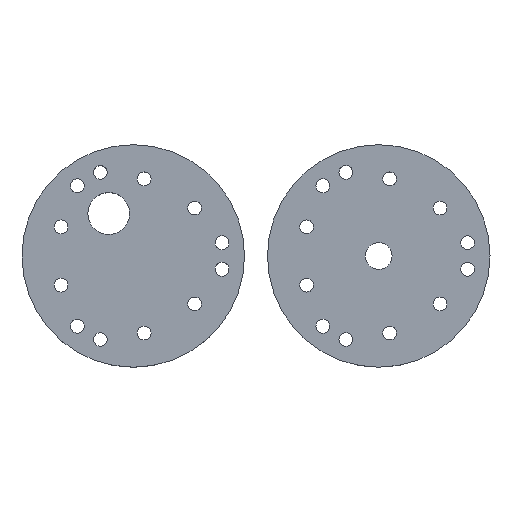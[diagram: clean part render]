
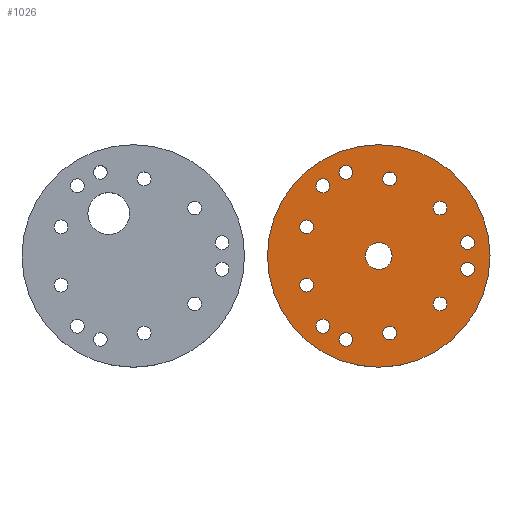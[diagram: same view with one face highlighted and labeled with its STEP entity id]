
A CAD part, top view. The second image highlights one B-rep face of the part: STEP entity #1026.
In plain terms, the highlighted planar face has unit normal (0, 0, 1).
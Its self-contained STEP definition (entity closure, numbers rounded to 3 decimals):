
#83=ORIENTED_EDGE('',*,*,#289,.T.);
#84=ORIENTED_EDGE('',*,*,#290,.T.);
#85=ORIENTED_EDGE('',*,*,#291,.T.);
#86=ORIENTED_EDGE('',*,*,#292,.T.);
#87=ORIENTED_EDGE('',*,*,#293,.F.);
#88=ORIENTED_EDGE('',*,*,#294,.F.);
#89=ORIENTED_EDGE('',*,*,#295,.T.);
#90=ORIENTED_EDGE('',*,*,#296,.T.);
#91=ORIENTED_EDGE('',*,*,#297,.F.);
#92=ORIENTED_EDGE('',*,*,#298,.F.);
#93=ORIENTED_EDGE('',*,*,#299,.F.);
#94=ORIENTED_EDGE('',*,*,#300,.F.);
#95=ORIENTED_EDGE('',*,*,#301,.T.);
#96=ORIENTED_EDGE('',*,*,#302,.T.);
#289=EDGE_CURVE('',#392,#392,#495,.T.);
#290=EDGE_CURVE('',#393,#393,#496,.F.);
#291=EDGE_CURVE('',#394,#394,#497,.T.);
#292=EDGE_CURVE('',#395,#395,#498,.T.);
#293=EDGE_CURVE('',#396,#396,#499,.T.);
#294=EDGE_CURVE('',#397,#397,#500,.T.);
#295=EDGE_CURVE('',#398,#398,#501,.T.);
#296=EDGE_CURVE('',#399,#399,#502,.T.);
#297=EDGE_CURVE('',#400,#400,#503,.T.);
#298=EDGE_CURVE('',#401,#401,#504,.T.);
#299=EDGE_CURVE('',#402,#402,#505,.T.);
#300=EDGE_CURVE('',#403,#403,#506,.T.);
#301=EDGE_CURVE('',#404,#404,#507,.T.);
#302=EDGE_CURVE('',#405,#405,#508,.T.);
#392=VERTEX_POINT('',#1678);
#393=VERTEX_POINT('',#1680);
#394=VERTEX_POINT('',#1682);
#395=VERTEX_POINT('',#1684);
#396=VERTEX_POINT('',#1686);
#397=VERTEX_POINT('',#1688);
#398=VERTEX_POINT('',#1690);
#399=VERTEX_POINT('',#1692);
#400=VERTEX_POINT('',#1694);
#401=VERTEX_POINT('',#1696);
#402=VERTEX_POINT('',#1698);
#403=VERTEX_POINT('',#1700);
#404=VERTEX_POINT('',#1702);
#405=VERTEX_POINT('',#1704);
#495=CIRCLE('',#1128,3.);
#496=CIRCLE('',#1129,25.);
#497=CIRCLE('',#1130,1.55);
#498=CIRCLE('',#1131,1.55);
#499=CIRCLE('',#1132,1.55);
#500=CIRCLE('',#1133,1.55);
#501=CIRCLE('',#1134,1.55);
#502=CIRCLE('',#1135,1.55);
#503=CIRCLE('',#1136,1.55);
#504=CIRCLE('',#1137,1.55);
#505=CIRCLE('',#1138,1.55);
#506=CIRCLE('',#1139,1.55);
#507=CIRCLE('',#1140,1.55);
#508=CIRCLE('',#1141,1.55);
#598=EDGE_LOOP('',(#83));
#599=EDGE_LOOP('',(#84));
#600=EDGE_LOOP('',(#85));
#601=EDGE_LOOP('',(#86));
#602=EDGE_LOOP('',(#87));
#603=EDGE_LOOP('',(#88));
#604=EDGE_LOOP('',(#89));
#605=EDGE_LOOP('',(#90));
#606=EDGE_LOOP('',(#91));
#607=EDGE_LOOP('',(#92));
#608=EDGE_LOOP('',(#93));
#609=EDGE_LOOP('',(#94));
#610=EDGE_LOOP('',(#95));
#611=EDGE_LOOP('',(#96));
#804=FACE_BOUND('',#598,.T.);
#805=FACE_BOUND('',#599,.T.);
#806=FACE_BOUND('',#600,.T.);
#807=FACE_BOUND('',#601,.T.);
#808=FACE_BOUND('',#602,.T.);
#809=FACE_BOUND('',#603,.T.);
#810=FACE_BOUND('',#604,.T.);
#811=FACE_BOUND('',#605,.T.);
#812=FACE_BOUND('',#606,.T.);
#813=FACE_BOUND('',#607,.T.);
#814=FACE_BOUND('',#608,.T.);
#815=FACE_BOUND('',#609,.T.);
#816=FACE_BOUND('',#610,.T.);
#817=FACE_BOUND('',#611,.T.);
#1010=PLANE('',#1127);
#1026=ADVANCED_FACE('',(#804,#805,#806,#807,#808,#809,#810,#811,#812,#813,
#814,#815,#816,#817),#1010,.F.);
#1127=AXIS2_PLACEMENT_3D('',#1676,#1311,#1312);
#1128=AXIS2_PLACEMENT_3D('',#1677,#1313,#1314);
#1129=AXIS2_PLACEMENT_3D('',#1679,#1315,#1316);
#1130=AXIS2_PLACEMENT_3D('',#1681,#1317,#1318);
#1131=AXIS2_PLACEMENT_3D('',#1683,#1319,#1320);
#1132=AXIS2_PLACEMENT_3D('',#1685,#1321,#1322);
#1133=AXIS2_PLACEMENT_3D('',#1687,#1323,#1324);
#1134=AXIS2_PLACEMENT_3D('',#1689,#1325,#1326);
#1135=AXIS2_PLACEMENT_3D('',#1691,#1327,#1328);
#1136=AXIS2_PLACEMENT_3D('',#1693,#1329,#1330);
#1137=AXIS2_PLACEMENT_3D('',#1695,#1331,#1332);
#1138=AXIS2_PLACEMENT_3D('',#1697,#1333,#1334);
#1139=AXIS2_PLACEMENT_3D('',#1699,#1335,#1336);
#1140=AXIS2_PLACEMENT_3D('',#1701,#1337,#1338);
#1141=AXIS2_PLACEMENT_3D('',#1703,#1339,#1340);
#1311=DIRECTION('',(0.,0.,-1.));
#1312=DIRECTION('',(-1.,0.,0.));
#1313=DIRECTION('',(0.,0.,-1.));
#1314=DIRECTION('',(-1.,0.,0.));
#1315=DIRECTION('',(0.,0.,-1.));
#1316=DIRECTION('',(-1.,0.,0.));
#1317=DIRECTION('',(0.,0.,-1.));
#1318=DIRECTION('',(0.5,0.866,0.));
#1319=DIRECTION('',(0.,0.,-1.));
#1320=DIRECTION('',(0.5,0.866,0.));
#1321=DIRECTION('',(0.,0.,1.));
#1322=DIRECTION('',(0.5,0.866,0.));
#1323=DIRECTION('',(0.,0.,1.));
#1324=DIRECTION('',(0.5,0.866,0.));
#1325=DIRECTION('',(0.,0.,-1.));
#1326=DIRECTION('',(-1.,0.,0.));
#1327=DIRECTION('',(0.,0.,-1.));
#1328=DIRECTION('',(-1.,0.,0.));
#1329=DIRECTION('',(0.,0.,1.));
#1330=DIRECTION('',(-1.,0.,0.));
#1331=DIRECTION('',(0.,0.,1.));
#1332=DIRECTION('',(-1.,0.,0.));
#1333=DIRECTION('',(0.,0.,1.));
#1334=DIRECTION('',(0.5,-0.866,0.));
#1335=DIRECTION('',(0.,0.,1.));
#1336=DIRECTION('',(0.5,-0.866,0.));
#1337=DIRECTION('',(0.,0.,-1.));
#1338=DIRECTION('',(0.5,-0.866,0.));
#1339=DIRECTION('',(0.,0.,-1.));
#1340=DIRECTION('',(0.5,-0.866,0.));
#1676=CARTESIAN_POINT('',(55.157,0.,0.));
#1677=CARTESIAN_POINT('',(55.157,0.,0.));
#1678=CARTESIAN_POINT('',(52.157,0.,0.));
#1679=CARTESIAN_POINT('',(55.157,0.,0.));
#1680=CARTESIAN_POINT('',(30.157,0.,0.));
#1681=CARTESIAN_POINT('',(42.596,-15.785,0.));
#1682=CARTESIAN_POINT('',(43.371,-14.443,0.));
#1683=CARTESIAN_POINT('',(38.938,-6.55,0.));
#1684=CARTESIAN_POINT('',(39.713,-5.207,0.));
#1685=CARTESIAN_POINT('',(57.594,-17.321,0.));
#1686=CARTESIAN_POINT('',(58.369,-15.978,0.));
#1687=CARTESIAN_POINT('',(47.767,-18.771,0.));
#1688=CARTESIAN_POINT('',(48.542,-17.428,0.));
#1689=CARTESIAN_POINT('',(75.107,-2.986,0.));
#1690=CARTESIAN_POINT('',(73.557,-2.986,0.));
#1691=CARTESIAN_POINT('',(68.938,-10.771,0.));
#1692=CARTESIAN_POINT('',(67.388,-10.771,0.));
#1693=CARTESIAN_POINT('',(68.938,10.771,0.));
#1694=CARTESIAN_POINT('',(67.388,10.771,0.));
#1695=CARTESIAN_POINT('',(75.107,2.986,0.));
#1696=CARTESIAN_POINT('',(73.557,2.986,0.));
#1697=CARTESIAN_POINT('',(42.596,15.785,0.));
#1698=CARTESIAN_POINT('',(43.371,14.443,0.));
#1699=CARTESIAN_POINT('',(38.938,6.55,0.));
#1700=CARTESIAN_POINT('',(39.713,5.207,0.));
#1701=CARTESIAN_POINT('',(57.594,17.321,0.));
#1702=CARTESIAN_POINT('',(58.369,15.978,0.));
#1703=CARTESIAN_POINT('',(47.767,18.771,0.));
#1704=CARTESIAN_POINT('',(48.542,17.428,0.));
